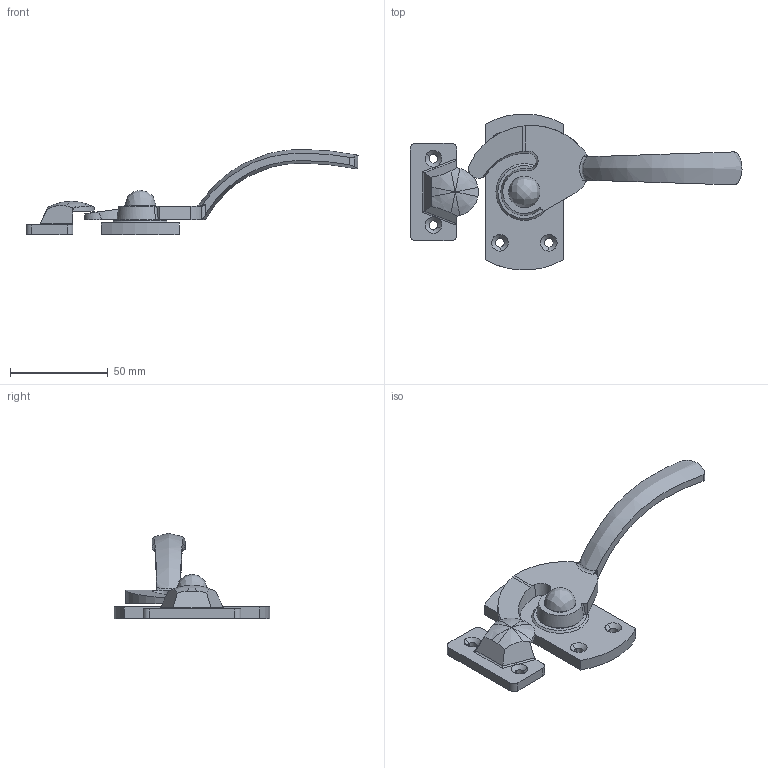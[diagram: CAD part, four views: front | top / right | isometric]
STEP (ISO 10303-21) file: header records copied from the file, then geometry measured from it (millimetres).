
FILE_DESCRIPTION((''),'2;1');
FILE_NAME('','2005-10-12T11:59:47',(''),(''),'','CADfix','');
FILE_SCHEMA(('AUTOMOTIVE_DESIGN'));
Length unit declared in the file: millimetre
Products named in the file (7): handle_mr; keeper_mr; washer_C_mr; washer_B_mr; rivet_mr; base_mr; THA_430_2R_31586_36
Assembly tree (6 placements, depth 2):
  THA_430_2R_31586_36
    handle_mr
    keeper_mr
    washer_C_mr
    washer_B_mr
    rivet_mr
    base_mr
Bounding box: 169.88 x 79.81 x 43.6 mm (x, y, z)
Volume: 39307.4 mm3; surface area: 23185.4 mm2
Topology: 6 solids, 6 shells, 168 faces, 537 edges, 376 vertices
Faces by surface type: bspline 168
Entity records: 7529 total; most frequent: CARTESIAN_POINT 4502, ORIENTED_EDGE 1058, EDGE_CURVE 529, VERTEX_POINT 376, QUASI_UNIFORM_CURVE 194, EDGE_LOOP 191, FACE_OUTER_BOUND 168, ADVANCED_FACE 168
